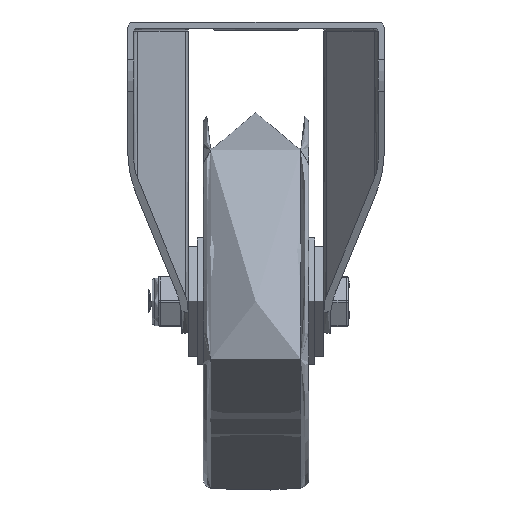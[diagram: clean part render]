
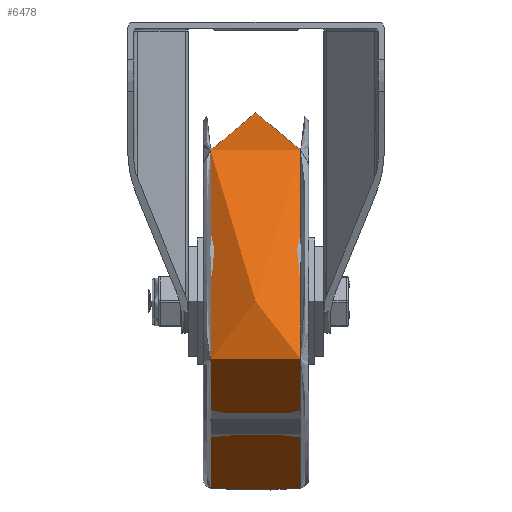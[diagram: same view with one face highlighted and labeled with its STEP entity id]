
A CAD part, left-side view. The second image highlights one B-rep face of the part: STEP entity #6478.
In plain terms, the highlighted free-form (B-spline) face has degree [2, 2] with [3, 9] control points.
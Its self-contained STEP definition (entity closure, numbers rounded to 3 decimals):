
#37=(
BOUNDED_SURFACE()
B_SPLINE_SURFACE(2,2,((#11317,#11318,#11319,#11320,#11321,#11322,#11323,
#11324,#11325),(#11326,#11327,#11328,#11329,#11330,#11331,#11332,#11333,
#11334),(#11335,#11336,#11337,#11338,#11339,#11340,#11341,#11342,#11343)),
 .UNSPECIFIED.,.F.,.T.,.F.)
B_SPLINE_SURFACE_WITH_KNOTS((3,3),(3,2,2,2,3),(-0.096,0.098),
(-3.142,-1.571,0.,1.571,3.142),
 .UNSPECIFIED.)
GEOMETRIC_REPRESENTATION_ITEM()
RATIONAL_B_SPLINE_SURFACE(((1.,0.707,1.,0.707,1.,
0.707,1.,0.707,1.),(0.995,0.704,
0.995,0.704,0.995,0.704,
0.995,0.704,0.995),(1.,0.707,
1.,0.707,1.,0.707,1.,0.707,1.)))
REPRESENTATION_ITEM('')
SURFACE()
);
#771=FACE_OUTER_BOUND('',#1185,.T.);
#1185=EDGE_LOOP('',(#5084,#5085,#5086,#5087));
#2528=CIRCLE('',#7119,61.767);
#2529=CIRCLE('',#7120,153.625);
#2530=CIRCLE('',#7121,61.787);
#2940=VERTEX_POINT('',#11314);
#2941=VERTEX_POINT('',#11344);
#3699=EDGE_CURVE('',#2940,#2940,#2528,.T.);
#3700=EDGE_CURVE('',#2940,#2941,#2529,.T.);
#3701=EDGE_CURVE('',#2941,#2941,#2530,.T.);
#5084=ORIENTED_EDGE('',*,*,#3699,.F.);
#5085=ORIENTED_EDGE('',*,*,#3700,.T.);
#5086=ORIENTED_EDGE('',*,*,#3701,.T.);
#5087=ORIENTED_EDGE('',*,*,#3700,.F.);
#6478=ADVANCED_FACE('',(#771),#37,.F.);
#7119=AXIS2_PLACEMENT_3D('',#11316,#8330,#8331);
#7120=AXIS2_PLACEMENT_3D('',#11345,#8332,#8333);
#7121=AXIS2_PLACEMENT_3D('',#11346,#8334,#8335);
#8330=DIRECTION('center_axis',(0.,1.,0.));
#8331=DIRECTION('ref_axis',(0.,0.,1.));
#8332=DIRECTION('center_axis',(-1.,0.,0.));
#8333=DIRECTION('ref_axis',(0.,0.,-1.));
#8334=DIRECTION('center_axis',(0.,1.,0.));
#8335=DIRECTION('ref_axis',(0.,0.,1.));
#11314=CARTESIAN_POINT('',(0.,14.991,-61.767));
#11316=CARTESIAN_POINT('Origin',(0.,14.991,0.));
#11317=CARTESIAN_POINT('Ctrl Pts',(0.,-14.789,-61.787));
#11318=CARTESIAN_POINT('Ctrl Pts',(-61.787,-14.789,
-61.787));
#11319=CARTESIAN_POINT('Ctrl Pts',(-61.787,-14.789,
0.));
#11320=CARTESIAN_POINT('Ctrl Pts',(-61.787,-14.789,
61.787));
#11321=CARTESIAN_POINT('Ctrl Pts',(0.,-14.789,61.787));
#11322=CARTESIAN_POINT('Ctrl Pts',(61.787,-14.789,61.787));
#11323=CARTESIAN_POINT('Ctrl Pts',(61.787,-14.789,0.));
#11324=CARTESIAN_POINT('Ctrl Pts',(61.787,-14.789,-61.787));
#11325=CARTESIAN_POINT('Ctrl Pts',(0.,-14.789,-61.787));
#11326=CARTESIAN_POINT('Ctrl Pts',(0.,0.102,-63.227));
#11327=CARTESIAN_POINT('Ctrl Pts',(-63.227,0.102,
-63.227));
#11328=CARTESIAN_POINT('Ctrl Pts',(-63.227,0.102,
0.));
#11329=CARTESIAN_POINT('Ctrl Pts',(-63.227,0.102,
63.227));
#11330=CARTESIAN_POINT('Ctrl Pts',(0.,0.102,63.227));
#11331=CARTESIAN_POINT('Ctrl Pts',(63.227,0.102,63.227));
#11332=CARTESIAN_POINT('Ctrl Pts',(63.227,0.102,0.));
#11333=CARTESIAN_POINT('Ctrl Pts',(63.227,0.102,-63.227));
#11334=CARTESIAN_POINT('Ctrl Pts',(0.,0.102,-63.227));
#11335=CARTESIAN_POINT('Ctrl Pts',(0.,14.991,-61.767));
#11336=CARTESIAN_POINT('Ctrl Pts',(-61.767,14.991,-61.767));
#11337=CARTESIAN_POINT('Ctrl Pts',(-61.767,14.991,0.));
#11338=CARTESIAN_POINT('Ctrl Pts',(-61.767,14.991,61.767));
#11339=CARTESIAN_POINT('Ctrl Pts',(0.,14.991,61.767));
#11340=CARTESIAN_POINT('Ctrl Pts',(61.767,14.991,61.767));
#11341=CARTESIAN_POINT('Ctrl Pts',(61.767,14.991,0.));
#11342=CARTESIAN_POINT('Ctrl Pts',(61.767,14.991,-61.767));
#11343=CARTESIAN_POINT('Ctrl Pts',(0.,14.991,-61.767));
#11344=CARTESIAN_POINT('',(0.,-14.789,-61.787));
#11345=CARTESIAN_POINT('Origin',(0.,0.,
91.125));
#11346=CARTESIAN_POINT('Origin',(0.,-14.789,0.));
